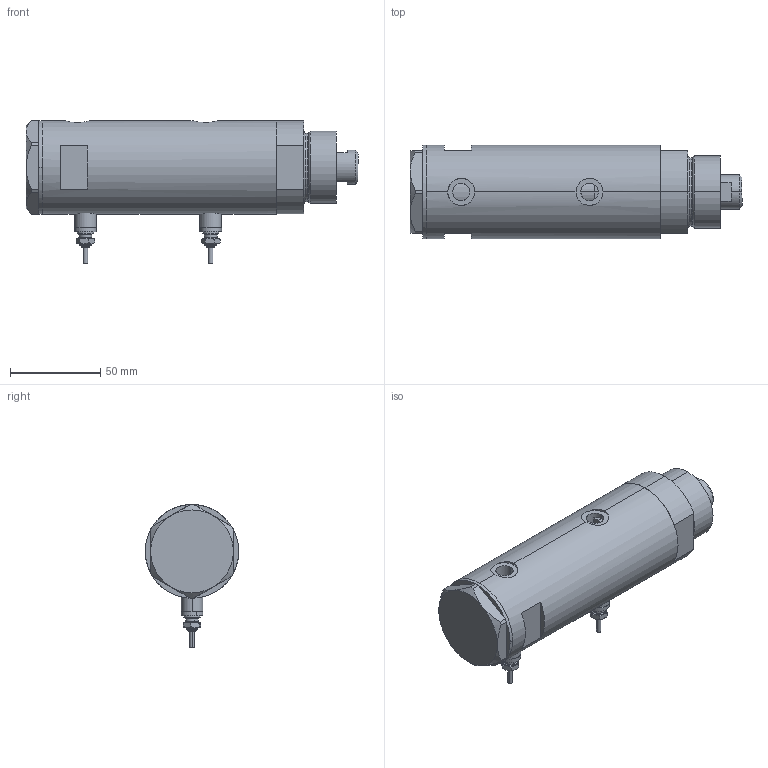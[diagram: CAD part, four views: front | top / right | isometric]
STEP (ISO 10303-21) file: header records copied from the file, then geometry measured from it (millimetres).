
FILE_DESCRIPTION (( 'STEP AP203' ), '1' );
FILE_NAME ('60e1.STEP', '2024-02-11T10:11:48', ( '' ), ( '' ), 'SwSTEP 2.0', 'SolidWorks 2019', '' );
FILE_SCHEMA (( 'CONFIG_CONTROL_DESIGN' ));
Length unit declared in the file: millimetre
Products named in the file (6): V270CG_BACK 7c7cb67721e2848c57876e2e2304e989; V270CG_VC 7c7cb67721e2848c57876e2e2304e989; Switch 7c7cb67721e2848c57876e2e2304e989; V270CG_MIDDLE 7c7cb67721e2848c57876e2e2304e989; V270CG_FRONT 7c7cb67721e2848c57876e2e2304e989; 60e1
Assembly tree (6 placements, depth 2):
  60e1
    V270CG_MIDDLE 7c7cb67721e2848c57876e2e2304e989
    V270CG_BACK 7c7cb67721e2848c57876e2e2304e989
    V270CG_FRONT 7c7cb67721e2848c57876e2e2304e989
    V270CG_VC 7c7cb67721e2848c57876e2e2304e989
    Switch 7c7cb67721e2848c57876e2e2304e989  x2
Bounding box: 184.4 x 52 x 79.4 mm (x, y, z)
Volume: 317254.3 mm3; surface area: 80412.5 mm2
Topology: 6 solids, 6 shells, 223 faces, 486 edges, 293 vertices
Faces by surface type: plane 92, cylinder 67, cone 40, torus 24
Entity records: 6207 total; most frequent: CARTESIAN_POINT 1608, DIRECTION 884, ORIENTED_EDGE 780, EDGE_CURVE 390, AXIS2_PLACEMENT_3D 370, VERTEX_POINT 237, EDGE_LOOP 199, CIRCLE 184
